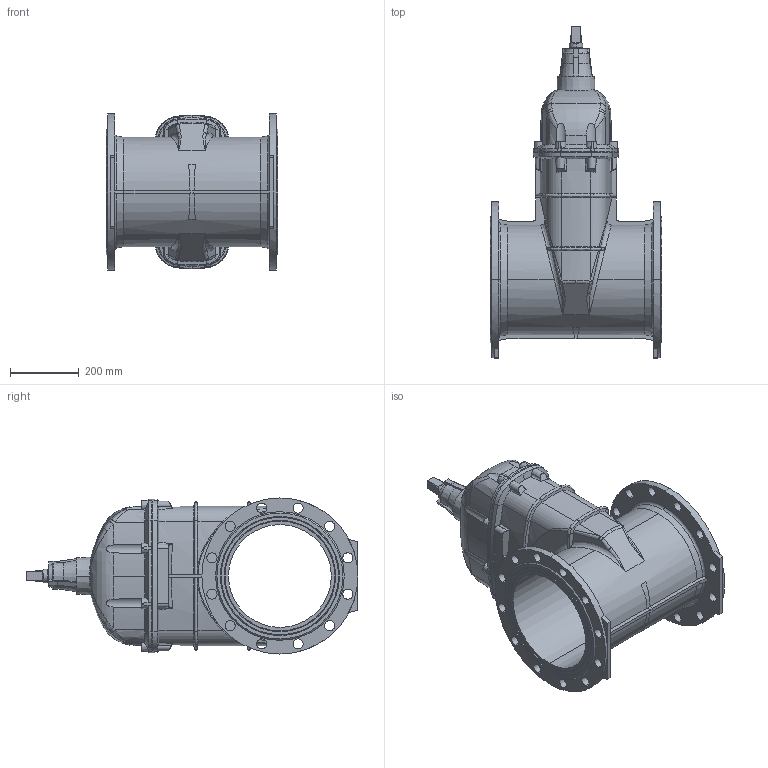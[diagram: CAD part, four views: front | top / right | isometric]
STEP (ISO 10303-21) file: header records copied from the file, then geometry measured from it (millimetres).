
FILE_DESCRIPTION (( 'STEP AP203' ), '1' );
FILE_NAME ('O_02_60_DN300.STEP', '2015-01-23T09:16:56', ( '' ), ( '' ), 'SwSTEP 2.0', 'SolidWorks 2012', '' );
FILE_SCHEMA (( 'CONFIG_CONTROL_DESIGN' ));
Length unit declared in the file: millimetre
Products named in the file (1): O_02_60_DN300
Bounding box: 500 x 967.5 x 455 mm (x, y, z)
Volume: 41113264.1 mm3; surface area: 1949205.9 mm2
Topology: 1 solids, 1 shells, 533 faces, 1396 edges, 877 vertices
Faces by surface type: cone 208, cylinder 106, plane 103, bspline 76, torus 40
Entity records: 21937 total; most frequent: CARTESIAN_POINT 9617, ORIENTED_EDGE 2792, DIRECTION 2326, EDGE_CURVE 1396, AXIS2_PLACEMENT_3D 964, VERTEX_POINT 877, EDGE_LOOP 595, ADVANCED_FACE 533
